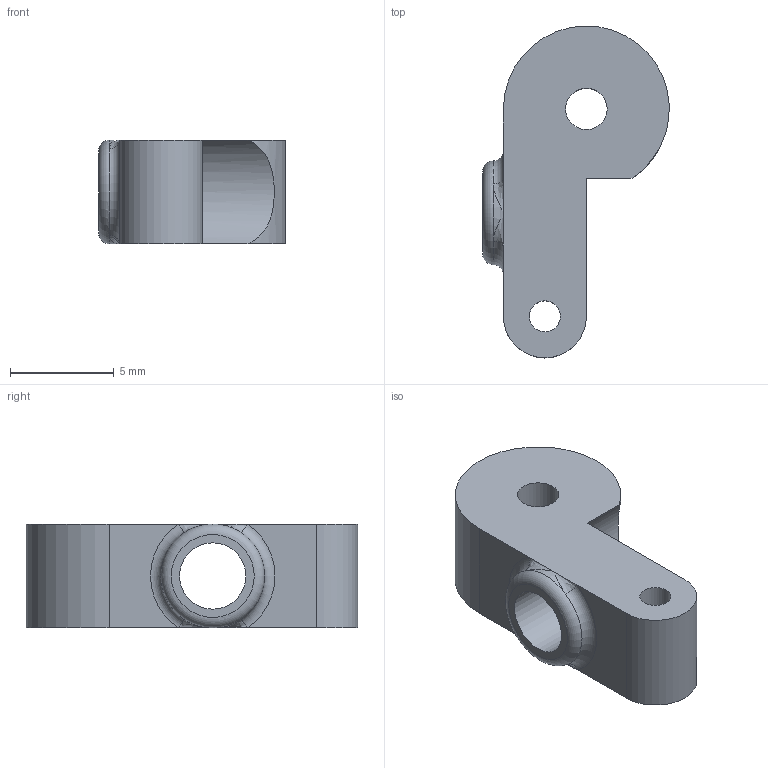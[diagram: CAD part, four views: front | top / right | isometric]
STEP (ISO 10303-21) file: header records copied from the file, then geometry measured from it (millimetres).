
FILE_DESCRIPTION(/* description */ (''),/* implementation_level */ '2;1');
FILE_NAME(/* name */ 'SteeringKnuckle.step',/* time_stamp */ '2025-11-18T17:14:57+08:00',/* author */ (''),/* organization */ (''),/* preprocessor_version */ 'ST-DEVELOPER v20.1',/* originating_system */ 'Autodesk Translation Framework v14.21.0.0',/* authorisation */ '');
FILE_SCHEMA (('AUTOMOTIVE_DESIGN { 1 0 10303 214 3 1 1 }'));
Length unit declared in the file: millimetre
Products named in the file (1): FusionComponent
Bounding box: 9 x 16 x 5 mm (x, y, z)
Volume: 356.4 mm3; surface area: 468.6 mm2
Topology: 1 solids, 1 shells, 21 faces, 51 edges, 28 vertices
Faces by surface type: cylinder 8, plane 6, bspline 4, torus 3
Full cylindrical faces by diameter (mm): 1.5 x1, 2 x1, 3.2 x1
Entity records: 793 total; most frequent: CARTESIAN_POINT 282, DIRECTION 102, ORIENTED_EDGE 94, EDGE_CURVE 47, AXIS2_PLACEMENT_3D 42, VERTEX_POINT 28, EDGE_LOOP 27, CIRCLE 24
